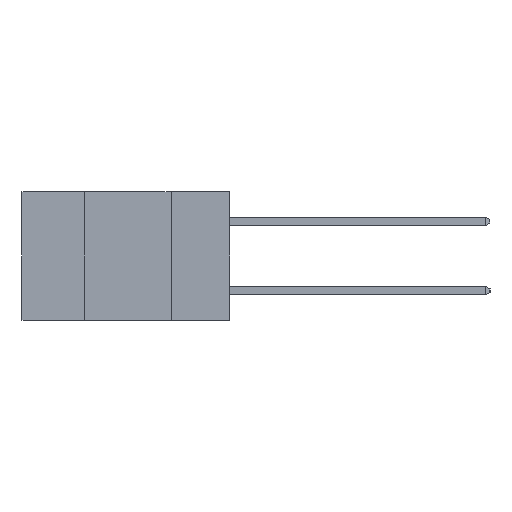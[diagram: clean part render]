
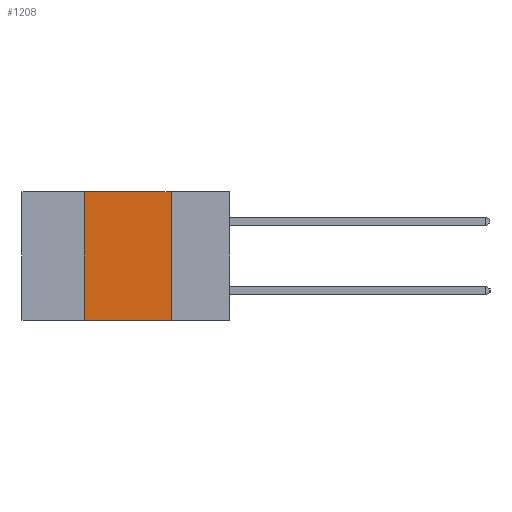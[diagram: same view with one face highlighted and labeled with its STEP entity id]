
A CAD part, left-side view. The second image highlights one B-rep face of the part: STEP entity #1208.
In plain terms, the highlighted planar face has unit normal (-1, 0, 0).
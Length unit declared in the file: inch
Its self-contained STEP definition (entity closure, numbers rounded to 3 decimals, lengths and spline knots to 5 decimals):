
#82 = CARTESIAN_POINT ( 'NONE',  ( 0., 0.42, -0.37 ) ) ;
#661 = VERTEX_POINT ( 'NONE', #4705 ) ;
#667 = PLANE ( 'NONE',  #3408 ) ;
#1190 = DIRECTION ( 'NONE',  ( 0., 0., 1. ) ) ;
#1208 = ADVANCED_FACE ( 'NONE', ( #10845 ), #667, .F. ) ;
#1512 = ORIENTED_EDGE ( 'NONE', *, *, #7487, .F. ) ;
#2434 = CARTESIAN_POINT ( 'NONE',  ( 0., 0.6, -0.37 ) ) ;
#2674 = CARTESIAN_POINT ( 'NONE',  ( 0., 0.6, 0. ) ) ;
#3244 = VECTOR ( 'NONE', #1190, 39.37008 ) ;
#3255 = CARTESIAN_POINT ( 'NONE',  ( 0., 0.42, 0. ) ) ;
#3408 = AXIS2_PLACEMENT_3D ( 'NONE', #2674, #10288, #6431 ) ;
#3507 = LINE ( 'NONE', #5331, #3244 ) ;
#3869 = LINE ( 'NONE', #8744, #4638 ) ;
#3920 = VERTEX_POINT ( 'NONE', #5170 ) ;
#4335 = VERTEX_POINT ( 'NONE', #82 ) ;
#4638 = VECTOR ( 'NONE', #10411, 39.37008 ) ;
#4705 = CARTESIAN_POINT ( 'NONE',  ( 0., 0.17, -0.37 ) ) ;
#5135 = LINE ( 'NONE', #2434, #9442 ) ;
#5160 = EDGE_CURVE ( 'NONE', #4335, #10066, #3507, .T. ) ;
#5170 = CARTESIAN_POINT ( 'NONE',  ( 0., 0.17, 0. ) ) ;
#5331 = CARTESIAN_POINT ( 'NONE',  ( 0., 0.42, -0.37 ) ) ;
#5360 = DIRECTION ( 'NONE',  ( 0., -1., 0. ) ) ;
#5646 = VECTOR ( 'NONE', #5360, 39.37008 ) ;
#5906 = LINE ( 'NONE', #6168, #5646 ) ;
#5956 = ORIENTED_EDGE ( 'NONE', *, *, #5160, .F. ) ;
#5981 = ORIENTED_EDGE ( 'NONE', *, *, #6897, .F. ) ;
#6168 = CARTESIAN_POINT ( 'NONE',  ( 0., 0.6, 0. ) ) ;
#6431 = DIRECTION ( 'NONE',  ( 0., 0., -1. ) ) ;
#6500 = EDGE_CURVE ( 'NONE', #4335, #661, #5135, .T. ) ;
#6791 = ORIENTED_EDGE ( 'NONE', *, *, #6500, .T. ) ;
#6897 = EDGE_CURVE ( 'NONE', #10066, #3920, #5906, .T. ) ;
#7436 = EDGE_LOOP ( 'NONE', ( #1512, #5981, #5956, #6791 ) ) ;
#7460 = DIRECTION ( 'NONE',  ( 0., -1., 0. ) ) ;
#7487 = EDGE_CURVE ( 'NONE', #3920, #661, #3869, .T. ) ;
#8744 = CARTESIAN_POINT ( 'NONE',  ( 0., 0.17, -0.37 ) ) ;
#9442 = VECTOR ( 'NONE', #7460, 39.37008 ) ;
#10066 = VERTEX_POINT ( 'NONE', #3255 ) ;
#10288 = DIRECTION ( 'NONE',  ( 1., 0., 0. ) ) ;
#10411 = DIRECTION ( 'NONE',  ( 0., 0., -1. ) ) ;
#10845 = FACE_OUTER_BOUND ( 'NONE', #7436, .T. ) ;
